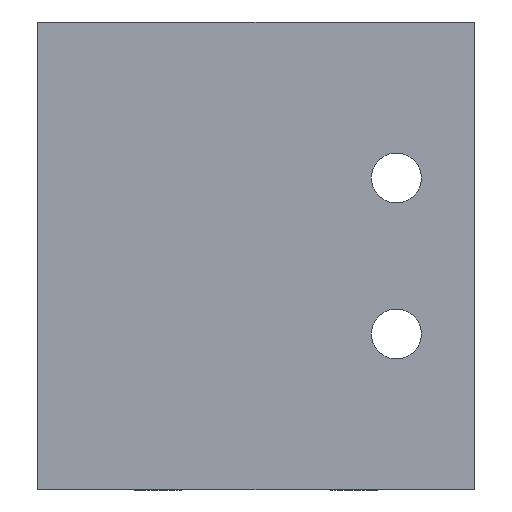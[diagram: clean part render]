
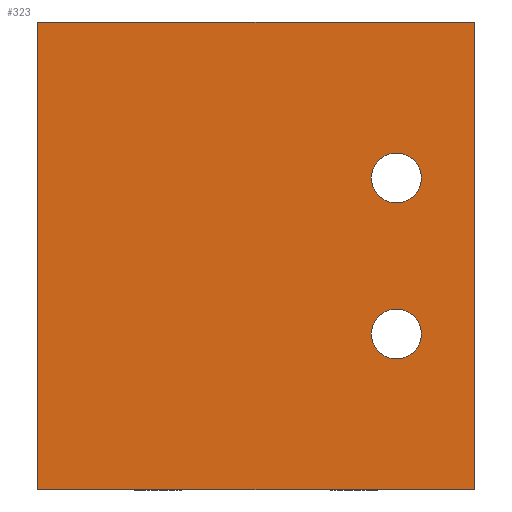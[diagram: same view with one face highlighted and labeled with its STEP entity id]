
A CAD part, left-side view. The second image highlights one B-rep face of the part: STEP entity #323.
In plain terms, the highlighted planar face has unit normal (-1, 0, 0).
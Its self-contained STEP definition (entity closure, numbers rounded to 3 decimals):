
#3 = ORIENTED_EDGE ( 'NONE', *, *, #197, .T. ) ;
#29 = ORIENTED_EDGE ( 'NONE', *, *, #142, .T. ) ;
#30 = PLANE ( 'NONE',  #272 ) ;
#37 = DIRECTION ( 'NONE',  ( 0., -1., 0. ) ) ;
#38 = VERTEX_POINT ( 'NONE', #297 ) ;
#40 = LINE ( 'NONE', #295, #446 ) ;
#41 = DIRECTION ( 'NONE',  ( 1., 0., 0. ) ) ;
#42 = EDGE_CURVE ( 'NONE', #159, #502, #40, .T. ) ;
#44 = DIRECTION ( 'NONE',  ( 1., 0., 0. ) ) ;
#51 = CARTESIAN_POINT ( 'NONE',  ( -150., 5., 5. ) ) ;
#61 = AXIS2_PLACEMENT_3D ( 'NONE', #220, #41, #430 ) ;
#75 = CARTESIAN_POINT ( 'NONE',  ( -150., 28., 17. ) ) ;
#83 = CIRCLE ( 'NONE', #61, 1.6 ) ;
#86 = LINE ( 'NONE', #262, #355 ) ;
#93 = DIRECTION ( 'NONE',  ( 1., 0., 0. ) ) ;
#100 = EDGE_CURVE ( 'NONE', #502, #153, #86, .T. ) ;
#107 = AXIS2_PLACEMENT_3D ( 'NONE', #51, #93, #266 ) ;
#111 = ORIENTED_EDGE ( 'NONE', *, *, #276, .F. ) ;
#122 = ORIENTED_EDGE ( 'NONE', *, *, #239, .T. ) ;
#125 = DIRECTION ( 'NONE',  ( 0., 0., 1. ) ) ;
#142 = EDGE_CURVE ( 'NONE', #38, #159, #166, .T. ) ;
#148 = LINE ( 'NONE', #454, #181 ) ;
#151 = CIRCLE ( 'NONE', #291, 1.6 ) ;
#153 = VERTEX_POINT ( 'NONE', #354 ) ;
#154 = VERTEX_POINT ( 'NONE', #350 ) ;
#157 = DIRECTION ( 'NONE',  ( 0., 0., -1. ) ) ;
#159 = VERTEX_POINT ( 'NONE', #229 ) ;
#161 = DIRECTION ( 'NONE',  ( 0., 0., 1. ) ) ;
#166 = LINE ( 'NONE', #330, #174 ) ;
#168 = DIRECTION ( 'NONE',  ( 0., 0., -1. ) ) ;
#174 = VECTOR ( 'NONE', #37, 1000. ) ;
#176 = EDGE_CURVE ( 'NONE', #458, #318, #484, .T. ) ;
#181 = VECTOR ( 'NONE', #161, 1000. ) ;
#197 = EDGE_CURVE ( 'NONE', #367, #154, #151, .T. ) ;
#211 = ORIENTED_EDGE ( 'NONE', *, *, #42, .T. ) ;
#215 = CARTESIAN_POINT ( 'NONE',  ( -150., 5., -6.6 ) ) ;
#220 = CARTESIAN_POINT ( 'NONE',  ( -150., 5., 5. ) ) ;
#229 = CARTESIAN_POINT ( 'NONE',  ( -150., 0., -15. ) ) ;
#231 = CARTESIAN_POINT ( 'NONE',  ( -150., 5., 6.6 ) ) ;
#233 = CIRCLE ( 'NONE', #309, 1.6 ) ;
#239 = EDGE_CURVE ( 'NONE', #154, #367, #233, .T. ) ;
#249 = ORIENTED_EDGE ( 'NONE', *, *, #402, .T. ) ;
#262 = CARTESIAN_POINT ( 'NONE',  ( -150., 28., 15. ) ) ;
#266 = DIRECTION ( 'NONE',  ( 0., 0., -1. ) ) ;
#272 = AXIS2_PLACEMENT_3D ( 'NONE', #75, #44, #168 ) ;
#276 = EDGE_CURVE ( 'NONE', #38, #153, #148, .T. ) ;
#284 = DIRECTION ( 'NONE',  ( 1., 0., 0. ) ) ;
#291 = AXIS2_PLACEMENT_3D ( 'NONE', #480, #310, #343 ) ;
#295 = CARTESIAN_POINT ( 'NONE',  ( -150., 0., 17. ) ) ;
#297 = CARTESIAN_POINT ( 'NONE',  ( -150., 28., -15. ) ) ;
#309 = AXIS2_PLACEMENT_3D ( 'NONE', #487, #284, #157 ) ;
#310 = DIRECTION ( 'NONE',  ( 1., 0., 0. ) ) ;
#318 = VERTEX_POINT ( 'NONE', #231 ) ;
#323 = ADVANCED_FACE ( 'NONE', ( #404, #415, #445 ), #30, .F. ) ;
#330 = CARTESIAN_POINT ( 'NONE',  ( -150., 28., -15. ) ) ;
#343 = DIRECTION ( 'NONE',  ( 0., 0., -1. ) ) ;
#344 = CARTESIAN_POINT ( 'NONE',  ( -150., 5., 3.4 ) ) ;
#349 = CARTESIAN_POINT ( 'NONE',  ( -150., 0., 15. ) ) ;
#350 = CARTESIAN_POINT ( 'NONE',  ( -150., 5., -3.4 ) ) ;
#354 = CARTESIAN_POINT ( 'NONE',  ( -150., 28., 15. ) ) ;
#355 = VECTOR ( 'NONE', #545, 1000. ) ;
#367 = VERTEX_POINT ( 'NONE', #215 ) ;
#371 = ORIENTED_EDGE ( 'NONE', *, *, #176, .T. ) ;
#393 = ORIENTED_EDGE ( 'NONE', *, *, #100, .T. ) ;
#402 = EDGE_CURVE ( 'NONE', #318, #458, #83, .T. ) ;
#404 = FACE_BOUND ( 'NONE', #460, .T. ) ;
#415 = FACE_BOUND ( 'NONE', #531, .T. ) ;
#417 = EDGE_LOOP ( 'NONE', ( #211, #393, #111, #29 ) ) ;
#430 = DIRECTION ( 'NONE',  ( 0., 0., -1. ) ) ;
#445 = FACE_OUTER_BOUND ( 'NONE', #417, .T. ) ;
#446 = VECTOR ( 'NONE', #125, 1000. ) ;
#454 = CARTESIAN_POINT ( 'NONE',  ( -150., 28., 17. ) ) ;
#458 = VERTEX_POINT ( 'NONE', #344 ) ;
#460 = EDGE_LOOP ( 'NONE', ( #371, #249 ) ) ;
#480 = CARTESIAN_POINT ( 'NONE',  ( -150., 5., -5. ) ) ;
#484 = CIRCLE ( 'NONE', #107, 1.6 ) ;
#487 = CARTESIAN_POINT ( 'NONE',  ( -150., 5., -5. ) ) ;
#502 = VERTEX_POINT ( 'NONE', #349 ) ;
#531 = EDGE_LOOP ( 'NONE', ( #3, #122 ) ) ;
#545 = DIRECTION ( 'NONE',  ( 0., 1., 0. ) ) ;
